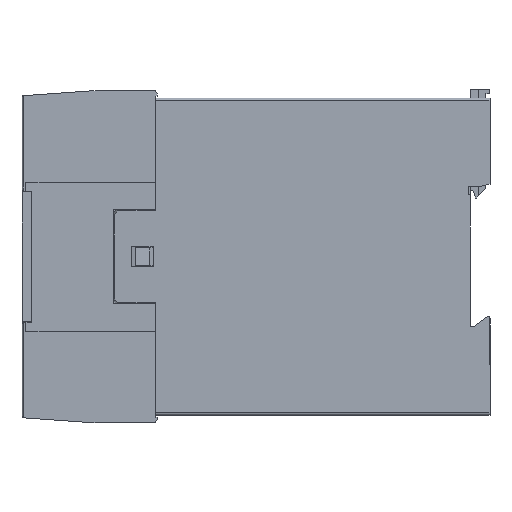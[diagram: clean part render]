
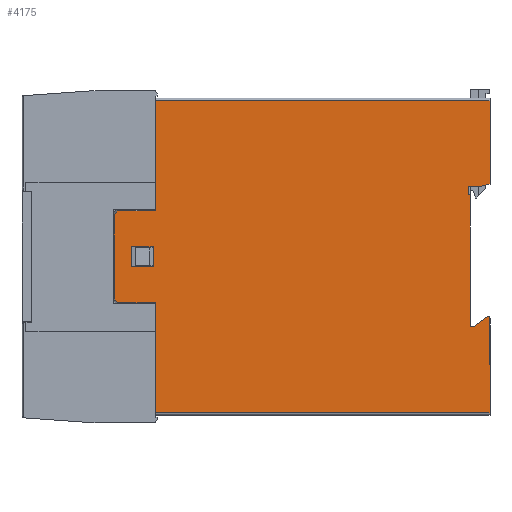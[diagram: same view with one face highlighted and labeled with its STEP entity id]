
A CAD part, left-side view. The second image highlights one B-rep face of the part: STEP entity #4175.
In plain terms, the highlighted planar face has unit normal (-1, 0, 0).
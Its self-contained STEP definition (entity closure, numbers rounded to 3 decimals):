
#64=DIRECTION('',(0.,0.,1.));
#65=VECTOR('',#64,21.);
#66=CARTESIAN_POINT('',(-22.5,0.,18.3));
#67=LINE('',#66,#65);
#118=DIRECTION('',(0.,0.,1.));
#119=VECTOR('',#118,23.7);
#120=CARTESIAN_POINT('',(-22.5,0.,-39.3));
#121=LINE('',#120,#119);
#262=DIRECTION('',(0.,0.,1.));
#263=VECTOR('',#262,27.747);
#264=CARTESIAN_POINT('',(-22.5,84.4,-39.3));
#265=LINE('',#264,#263);
#354=DIRECTION('',(0.,0.,1.));
#355=VECTOR('',#354,27.747);
#356=CARTESIAN_POINT('',(-22.5,84.4,11.553));
#357=LINE('',#356,#355);
#710=DIRECTION('',(0.,-1.,0.));
#711=VECTOR('',#710,5.5);
#712=CARTESIAN_POINT('',(-22.5,90.41,2.56));
#713=LINE('',#712,#711);
#742=DIRECTION('',(0.,1.,0.));
#743=VECTOR('',#742,5.5);
#744=CARTESIAN_POINT('',(-22.5,84.91,-2.56));
#745=LINE('',#744,#743);
#794=DIRECTION('',(0.,0.,1.));
#795=VECTOR('',#794,21.164);
#796=CARTESIAN_POINT('',(-22.5,94.7,-10.582));
#797=LINE('',#796,#795);
#887=DIRECTION('',(0.,0.,1.));
#888=VECTOR('',#887,5.12);
#889=CARTESIAN_POINT('',(-22.5,90.41,-2.56));
#890=LINE('',#889,#888);
#891=DIRECTION('',(0.,0.,-1.));
#892=VECTOR('',#891,5.12);
#893=CARTESIAN_POINT('',(-22.5,84.91,2.56));
#894=LINE('',#893,#892);
#895=DIRECTION('',(0.,-1.,0.));
#896=VECTOR('',#895,84.4);
#897=CARTESIAN_POINT('',(-22.5,84.4,39.3));
#898=LINE('',#897,#896);
#899=DIRECTION('',(0.,0.,1.));
#900=VECTOR('',#899,2.02);
#901=CARTESIAN_POINT('',(-22.5,5.54,15.58));
#902=LINE('',#901,#900);
#903=DIRECTION('',(0.,-1.,0.));
#904=VECTOR('',#903,0.6);
#905=CARTESIAN_POINT('',(-22.5,5.54,15.58));
#906=LINE('',#905,#904);
#907=DIRECTION('',(0.,0.,1.));
#908=VECTOR('',#907,33.08);
#909=CARTESIAN_POINT('',(-22.5,4.94,-17.5));
#910=LINE('',#909,#908);
#911=DIRECTION('',(0.,1.,0.));
#912=VECTOR('',#911,1.06);
#913=CARTESIAN_POINT('',(-22.5,3.88,-17.5));
#914=LINE('',#913,#912);
#915=DIRECTION('',(0.,0.801,-0.598));
#916=VECTOR('',#915,3.845);
#917=CARTESIAN_POINT('',(-22.5,0.799,-15.199));
#918=LINE('',#917,#916);
#919=CARTESIAN_POINT('',(-22.5,0.5,-15.6));
#920=DIRECTION('',(1.,0.,0.));
#921=DIRECTION('',(0.,0.598,0.801));
#922=AXIS2_PLACEMENT_3D('',#919,#920,#921);
#924=DIRECTION('',(0.,-1.,0.));
#925=VECTOR('',#924,84.4);
#926=CARTESIAN_POINT('',(-22.5,84.4,-39.3));
#927=LINE('',#926,#925);
#928=DIRECTION('',(0.,1.,0.));
#929=VECTOR('',#928,9.4);
#930=CARTESIAN_POINT('',(-22.5,84.4,-11.553));
#931=LINE('',#930,#929);
#932=DIRECTION('',(0.,-0.68,-0.733));
#933=VECTOR('',#932,1.324);
#934=CARTESIAN_POINT('',(-22.5,94.7,-10.582));
#935=LINE('',#934,#933);
#936=DIRECTION('',(0.,0.68,-0.733));
#937=VECTOR('',#936,1.324);
#938=CARTESIAN_POINT('',(-22.5,93.8,11.553));
#939=LINE('',#938,#937);
#1504=DIRECTION('',(0.,1.,0.));
#1505=VECTOR('',#1504,9.4);
#1506=CARTESIAN_POINT('',(-22.5,84.4,11.553));
#1507=LINE('',#1506,#1505);
#1536=DIRECTION('',(0.,0.971,-0.239));
#1537=VECTOR('',#1536,2.935);
#1538=CARTESIAN_POINT('',(-22.5,0.,18.3));
#1539=LINE('',#1538,#1537);
#2290=DIRECTION('',(0.,-1.,0.));
#2291=VECTOR('',#2290,2.69);
#2292=CARTESIAN_POINT('',(-22.5,5.54,17.6));
#2293=LINE('',#2292,#2291);
#2358=CARTESIAN_POINT('',(-22.5,84.4,11.553));
#2360=VERTEX_POINT('',#2358);
#2363=CARTESIAN_POINT('',(-22.5,84.4,-11.553));
#2365=VERTEX_POINT('',#2363);
#2366=CARTESIAN_POINT('',(-22.5,84.91,2.56));
#2367=CARTESIAN_POINT('',(-22.5,84.91,-2.56));
#2368=VERTEX_POINT('',#2366);
#2369=VERTEX_POINT('',#2367);
#2422=CARTESIAN_POINT('',(-22.5,0.799,-15.199));
#2423=CARTESIAN_POINT('',(-22.5,0.,-15.6));
#2424=VERTEX_POINT('',#2422);
#2425=VERTEX_POINT('',#2423);
#2426=CARTESIAN_POINT('',(-22.5,3.88,-17.5));
#2427=VERTEX_POINT('',#2426);
#2428=CARTESIAN_POINT('',(-22.5,4.94,-17.5));
#2429=VERTEX_POINT('',#2428);
#2538=CARTESIAN_POINT('',(-22.5,0.,18.3));
#2540=VERTEX_POINT('',#2538);
#2542=CARTESIAN_POINT('',(-22.5,2.85,17.6));
#2544=VERTEX_POINT('',#2542);
#2700=CARTESIAN_POINT('',(-22.5,90.41,-2.56));
#2701=CARTESIAN_POINT('',(-22.5,90.41,2.56));
#2702=VERTEX_POINT('',#2700);
#2703=VERTEX_POINT('',#2701);
#2725=CARTESIAN_POINT('',(-22.5,0.,39.3));
#2727=VERTEX_POINT('',#2725);
#2728=CARTESIAN_POINT('',(-22.5,84.4,39.3));
#2729=VERTEX_POINT('',#2728);
#2740=CARTESIAN_POINT('',(-22.5,0.,-39.3));
#2742=VERTEX_POINT('',#2740);
#2746=CARTESIAN_POINT('',(-22.5,84.4,-39.3));
#2747=VERTEX_POINT('',#2746);
#2788=CARTESIAN_POINT('',(-22.5,5.54,15.58));
#2789=CARTESIAN_POINT('',(-22.5,5.54,17.6));
#2790=VERTEX_POINT('',#2788);
#2791=VERTEX_POINT('',#2789);
#2792=CARTESIAN_POINT('',(-22.5,4.94,15.58));
#2793=VERTEX_POINT('',#2792);
#2812=CARTESIAN_POINT('',(-22.5,94.7,-10.582));
#2813=CARTESIAN_POINT('',(-22.5,94.7,10.582));
#2814=VERTEX_POINT('',#2812);
#2815=VERTEX_POINT('',#2813);
#2824=CARTESIAN_POINT('',(-22.5,93.8,-11.553));
#2825=VERTEX_POINT('',#2824);
#2826=CARTESIAN_POINT('',(-22.5,93.8,11.553));
#2827=VERTEX_POINT('',#2826);
#4128=CARTESIAN_POINT('',(-22.5,0.,-40.));
#4129=DIRECTION('',(-1.,0.,0.));
#4130=DIRECTION('',(0.,0.,1.));
#4131=AXIS2_PLACEMENT_3D('',#4128,#4129,#4130);
#4132=PLANE('',#4131);
#4134=ORIENTED_EDGE('',*,*,#4133,.T.);
#4135=ORIENTED_EDGE('',*,*,#3183,.F.);
#4137=ORIENTED_EDGE('',*,*,#4136,.T.);
#4139=ORIENTED_EDGE('',*,*,#4138,.F.);
#4141=ORIENTED_EDGE('',*,*,#4140,.F.);
#4143=ORIENTED_EDGE('',*,*,#4142,.T.);
#4145=ORIENTED_EDGE('',*,*,#4144,.F.);
#4147=ORIENTED_EDGE('',*,*,#4146,.F.);
#4149=ORIENTED_EDGE('',*,*,#4148,.F.);
#4151=ORIENTED_EDGE('',*,*,#4150,.T.);
#4152=ORIENTED_EDGE('',*,*,#3229,.F.);
#4154=ORIENTED_EDGE('',*,*,#4153,.F.);
#4155=ORIENTED_EDGE('',*,*,#3368,.T.);
#4157=ORIENTED_EDGE('',*,*,#4156,.T.);
#4159=ORIENTED_EDGE('',*,*,#4158,.F.);
#4160=ORIENTED_EDGE('',*,*,#4016,.T.);
#4162=ORIENTED_EDGE('',*,*,#4161,.F.);
#4164=ORIENTED_EDGE('',*,*,#4163,.F.);
#4165=ORIENTED_EDGE('',*,*,#3426,.T.);
#4166=EDGE_LOOP('',(#4134,#4135,#4137,#4139,#4141,#4143,#4145,#4147,#4149,#4151,
#4152,#4154,#4155,#4157,#4159,#4160,#4162,#4164,#4165));
#4167=FACE_OUTER_BOUND('',#4166,.F.);
#4168=ORIENTED_EDGE('',*,*,#3899,.F.);
#4170=ORIENTED_EDGE('',*,*,#4169,.F.);
#4171=ORIENTED_EDGE('',*,*,#3974,.F.);
#4172=ORIENTED_EDGE('',*,*,#4107,.F.);
#4173=EDGE_LOOP('',(#4168,#4170,#4171,#4172));
#4174=FACE_BOUND('',#4173,.F.);
#4175=ADVANCED_FACE('',(#4167,#4174),#4132,.T.);
#923=CIRCLE('',#922,0.5);
#3183=EDGE_CURVE('',#2540,#2727,#67,.T.);
#3229=EDGE_CURVE('',#2742,#2425,#121,.T.);
#3368=EDGE_CURVE('',#2747,#2365,#265,.T.);
#3426=EDGE_CURVE('',#2360,#2729,#357,.T.);
#3899=EDGE_CURVE('',#2703,#2368,#713,.T.);
#3974=EDGE_CURVE('',#2369,#2702,#745,.T.);
#4016=EDGE_CURVE('',#2814,#2815,#797,.T.);
#4107=EDGE_CURVE('',#2368,#2369,#894,.T.);
#4133=EDGE_CURVE('',#2729,#2727,#898,.T.);
#4136=EDGE_CURVE('',#2540,#2544,#1539,.T.);
#4138=EDGE_CURVE('',#2791,#2544,#2293,.T.);
#4140=EDGE_CURVE('',#2790,#2791,#902,.T.);
#4142=EDGE_CURVE('',#2790,#2793,#906,.T.);
#4144=EDGE_CURVE('',#2429,#2793,#910,.T.);
#4146=EDGE_CURVE('',#2427,#2429,#914,.T.);
#4148=EDGE_CURVE('',#2424,#2427,#918,.T.);
#4150=EDGE_CURVE('',#2424,#2425,#923,.T.);
#4153=EDGE_CURVE('',#2747,#2742,#927,.T.);
#4156=EDGE_CURVE('',#2365,#2825,#931,.T.);
#4158=EDGE_CURVE('',#2814,#2825,#935,.T.);
#4161=EDGE_CURVE('',#2827,#2815,#939,.T.);
#4163=EDGE_CURVE('',#2360,#2827,#1507,.T.);
#4169=EDGE_CURVE('',#2702,#2703,#890,.T.);
